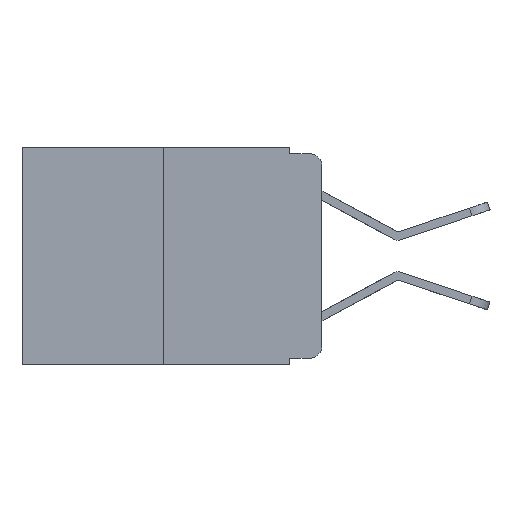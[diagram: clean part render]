
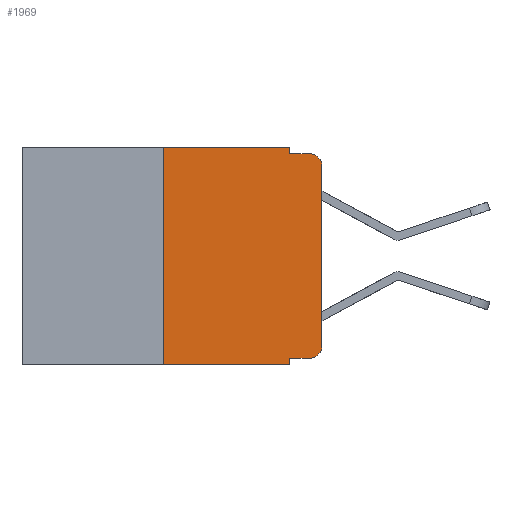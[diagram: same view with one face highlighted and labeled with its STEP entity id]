
A CAD part, left-side view. The second image highlights one B-rep face of the part: STEP entity #1969.
In plain terms, the highlighted planar face has unit normal (-1, 0, 0).
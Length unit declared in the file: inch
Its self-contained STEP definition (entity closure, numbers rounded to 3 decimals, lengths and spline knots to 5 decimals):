
#343 = EDGE_CURVE ( 'NONE', #5993, #8996, #2813, .T. ) ;
#458 = CARTESIAN_POINT ( 'NONE',  ( 0., 0.02, -0.01 ) ) ;
#1071 = CARTESIAN_POINT ( 'NONE',  ( 0., 0.473, 0. ) ) ;
#1624 = DIRECTION ( 'NONE',  ( 0., -1., 0. ) ) ;
#1969 = ADVANCED_FACE ( 'NONE', ( #3368 ), #9958, .F. ) ;
#2813 = LINE ( 'NONE', #10352, #23172 ) ;
#2874 = VECTOR ( 'NONE', #9618, 39.37008 ) ;
#3016 = AXIS2_PLACEMENT_3D ( 'NONE', #17240, #5743, #19105 ) ;
#3106 = VERTEX_POINT ( 'NONE', #24649 ) ;
#3368 = FACE_OUTER_BOUND ( 'NONE', #13023, .T. ) ;
#3760 = VECTOR ( 'NONE', #24529, 39.37008 ) ;
#4263 = CARTESIAN_POINT ( 'NONE',  ( 0., 0.051, -0.333 ) ) ;
#4311 = EDGE_CURVE ( 'NONE', #16330, #8035, #14445, .T. ) ;
#4740 = CARTESIAN_POINT ( 'NONE',  ( 0., 0., -0.03 ) ) ;
#5149 = VECTOR ( 'NONE', #20034, 39.37008 ) ;
#5743 = DIRECTION ( 'NONE',  ( -1., 0., 0. ) ) ;
#5993 = VERTEX_POINT ( 'NONE', #4263 ) ;
#6373 = DIRECTION ( 'NONE',  ( 0., -1., 0. ) ) ;
#6837 = ORIENTED_EDGE ( 'NONE', *, *, #21461, .F. ) ;
#7127 = VECTOR ( 'NONE', #8907, 39.37008 ) ;
#7205 = EDGE_CURVE ( 'NONE', #23483, #19211, #21091, .T. ) ;
#7431 = CARTESIAN_POINT ( 'NONE',  ( 0., 0.473, -0.343 ) ) ;
#7561 = VECTOR ( 'NONE', #1624, 39.37008 ) ;
#7736 = LINE ( 'NONE', #1071, #7127 ) ;
#7838 = ORIENTED_EDGE ( 'NONE', *, *, #343, .T. ) ;
#7846 = CARTESIAN_POINT ( 'NONE',  ( 0., 0.051, 0. ) ) ;
#8035 = VERTEX_POINT ( 'NONE', #458 ) ;
#8065 = CARTESIAN_POINT ( 'NONE',  ( 0., 0.25, 0. ) ) ;
#8382 = ORIENTED_EDGE ( 'NONE', *, *, #16076, .T. ) ;
#8703 = DIRECTION ( 'NONE',  ( 0., 0., -1. ) ) ;
#8907 = DIRECTION ( 'NONE',  ( 0., -1., 0. ) ) ;
#8996 = VERTEX_POINT ( 'NONE', #22084 ) ;
#9163 = DIRECTION ( 'NONE',  ( 1., 0., 0. ) ) ;
#9618 = DIRECTION ( 'NONE',  ( 0., 0., 1. ) ) ;
#9792 = DIRECTION ( 'NONE',  ( 0., 0., -1. ) ) ;
#9831 = DIRECTION ( 'NONE',  ( 0., 0., 1. ) ) ;
#9903 = CARTESIAN_POINT ( 'NONE',  ( 0., 0.473, 0. ) ) ;
#9958 = PLANE ( 'NONE',  #19324 ) ;
#10352 = CARTESIAN_POINT ( 'NONE',  ( 0., 0.051, -0.333 ) ) ;
#10499 = ORIENTED_EDGE ( 'NONE', *, *, #17318, .F. ) ;
#11159 = CARTESIAN_POINT ( 'NONE',  ( 0., 0.02, -0.313 ) ) ;
#11177 = CARTESIAN_POINT ( 'NONE',  ( 0., 0.051, 0. ) ) ;
#12092 = EDGE_CURVE ( 'NONE', #17151, #14361, #17610, .T. ) ;
#13005 = EDGE_CURVE ( 'NONE', #14361, #23483, #7736, .T. ) ;
#13023 = EDGE_LOOP ( 'NONE', ( #8382, #24743, #10499, #22206, #18375, #18066, #19197, #6837, #7838, #22304 ) ) ;
#13078 = DIRECTION ( 'NONE',  ( 0., 0., -1. ) ) ;
#13163 = CARTESIAN_POINT ( 'NONE',  ( 0., 0.051, 0. ) ) ;
#13272 = LINE ( 'NONE', #7431, #7561 ) ;
#13407 = LINE ( 'NONE', #13163, #3760 ) ;
#13529 = CARTESIAN_POINT ( 'NONE',  ( 0., 0.051, -0.01 ) ) ;
#14361 = VERTEX_POINT ( 'NONE', #8065 ) ;
#14445 = CIRCLE ( 'NONE', #3016, 0.02 ) ;
#14648 = AXIS2_PLACEMENT_3D ( 'NONE', #11159, #24450, #13078 ) ;
#15500 = CARTESIAN_POINT ( 'NONE',  ( 0., 0., 0. ) ) ;
#15957 = CARTESIAN_POINT ( 'NONE',  ( 0., 0., -0.313 ) ) ;
#16076 = EDGE_CURVE ( 'NONE', #18498, #16330, #21341, .T. ) ;
#16081 = VECTOR ( 'NONE', #9792, 39.37008 ) ;
#16330 = VERTEX_POINT ( 'NONE', #4740 ) ;
#16333 = VECTOR ( 'NONE', #9831, 39.37008 ) ;
#17151 = VERTEX_POINT ( 'NONE', #22637 ) ;
#17240 = CARTESIAN_POINT ( 'NONE',  ( 0., 0.02, -0.03 ) ) ;
#17318 = EDGE_CURVE ( 'NONE', #19211, #8035, #20366, .T. ) ;
#17610 = LINE ( 'NONE', #19086, #2874 ) ;
#18066 = ORIENTED_EDGE ( 'NONE', *, *, #12092, .F. ) ;
#18375 = ORIENTED_EDGE ( 'NONE', *, *, #13005, .F. ) ;
#18498 = VERTEX_POINT ( 'NONE', #15957 ) ;
#19041 = CIRCLE ( 'NONE', #14648, 0.02 ) ;
#19086 = CARTESIAN_POINT ( 'NONE',  ( 0., 0.25, 0. ) ) ;
#19105 = DIRECTION ( 'NONE',  ( 0., 0., -1. ) ) ;
#19197 = ORIENTED_EDGE ( 'NONE', *, *, #24790, .T. ) ;
#19211 = VERTEX_POINT ( 'NONE', #22209 ) ;
#19324 = AXIS2_PLACEMENT_3D ( 'NONE', #9903, #9163, #8703 ) ;
#20034 = DIRECTION ( 'NONE',  ( 0., -1., 0. ) ) ;
#20366 = LINE ( 'NONE', #13529, #5149 ) ;
#21091 = LINE ( 'NONE', #7846, #16081 ) ;
#21341 = LINE ( 'NONE', #15500, #16333 ) ;
#21427 = EDGE_CURVE ( 'NONE', #8996, #18498, #19041, .T. ) ;
#21461 = EDGE_CURVE ( 'NONE', #5993, #3106, #13407, .T. ) ;
#22084 = CARTESIAN_POINT ( 'NONE',  ( 0., 0.02, -0.333 ) ) ;
#22206 = ORIENTED_EDGE ( 'NONE', *, *, #7205, .F. ) ;
#22209 = CARTESIAN_POINT ( 'NONE',  ( 0., 0.051, -0.01 ) ) ;
#22304 = ORIENTED_EDGE ( 'NONE', *, *, #21427, .T. ) ;
#22637 = CARTESIAN_POINT ( 'NONE',  ( 0., 0.25, -0.343 ) ) ;
#23172 = VECTOR ( 'NONE', #6373, 39.37008 ) ;
#23483 = VERTEX_POINT ( 'NONE', #11177 ) ;
#24450 = DIRECTION ( 'NONE',  ( -1., 0., 0. ) ) ;
#24529 = DIRECTION ( 'NONE',  ( 0., 0., -1. ) ) ;
#24649 = CARTESIAN_POINT ( 'NONE',  ( 0., 0.051, -0.343 ) ) ;
#24743 = ORIENTED_EDGE ( 'NONE', *, *, #4311, .T. ) ;
#24790 = EDGE_CURVE ( 'NONE', #17151, #3106, #13272, .T. ) ;
